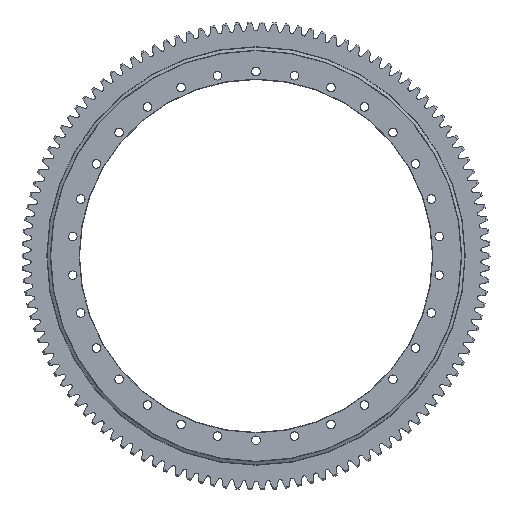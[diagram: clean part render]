
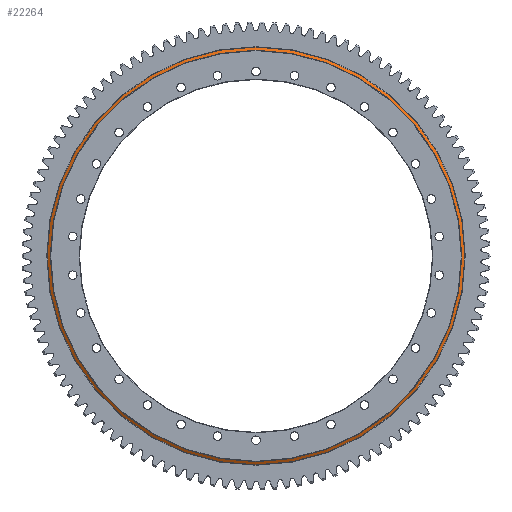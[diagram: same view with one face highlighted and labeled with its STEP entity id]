
A CAD part, top view. The second image highlights one B-rep face of the part: STEP entity #22264.
In plain terms, the highlighted conical face has half-angle 58.57 degrees and reference radius 527.5 mm.
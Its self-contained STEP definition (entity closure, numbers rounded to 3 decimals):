
#314 = DIRECTION ( 'NONE',  ( 0., 0., -1. ) ) ;
#1808 = CARTESIAN_POINT ( 'NONE',  ( 520.5, 2., -527.5 ) ) ;
#2334 = DIRECTION ( 'NONE',  ( 0., 0., -1. ) ) ;
#3263 = AXIS2_PLACEMENT_3D ( 'NONE', #7836, #14398, #314 ) ;
#4729 = CARTESIAN_POINT ( 'NONE',  ( 520.5, -2.61, -535.044 ) ) ;
#4963 = FACE_BOUND ( 'NONE', #5637, .T. ) ;
#5637 = EDGE_LOOP ( 'NONE', ( #11833 ) ) ;
#6005 = AXIS2_PLACEMENT_3D ( 'NONE', #6039, #20401, #2334 ) ;
#6039 = CARTESIAN_POINT ( 'NONE',  ( 520.5, -2.61, 0. ) ) ;
#7836 = CARTESIAN_POINT ( 'NONE',  ( 520.5, 2., 0. ) ) ;
#11833 = ORIENTED_EDGE ( 'NONE', *, *, #45432, .T. ) ;
#13104 = ORIENTED_EDGE ( 'NONE', *, *, #39781, .F. ) ;
#13208 = AXIS2_PLACEMENT_3D ( 'NONE', #39061, #43054, #39535 ) ;
#14398 = DIRECTION ( 'NONE',  ( 0., -1., 0. ) ) ;
#16755 = VERTEX_POINT ( 'NONE', #4729 ) ;
#18824 = EDGE_LOOP ( 'NONE', ( #13104 ) ) ;
#20401 = DIRECTION ( 'NONE',  ( 0., -1., 0. ) ) ;
#22264 = ADVANCED_FACE ( 'NONE', ( #35289, #4963 ), #28970, .T. ) ;
#28970 = CONICAL_SURFACE ( 'NONE', #3263, 527.5, 1.022 ) ;
#35289 = FACE_OUTER_BOUND ( 'NONE', #18824, .T. ) ;
#37692 = CIRCLE ( 'NONE', #6005, 535.044 ) ;
#39061 = CARTESIAN_POINT ( 'NONE',  ( 520.5, 2., 0. ) ) ;
#39103 = VERTEX_POINT ( 'NONE', #1808 ) ;
#39326 = CIRCLE ( 'NONE', #13208, 527.5 ) ;
#39535 = DIRECTION ( 'NONE',  ( 0., 0., -1. ) ) ;
#39781 = EDGE_CURVE ( 'NONE', #16755, #16755, #37692, .T. ) ;
#43054 = DIRECTION ( 'NONE',  ( 0., -1., 0. ) ) ;
#45432 = EDGE_CURVE ( 'NONE', #39103, #39103, #39326, .T. ) ;
